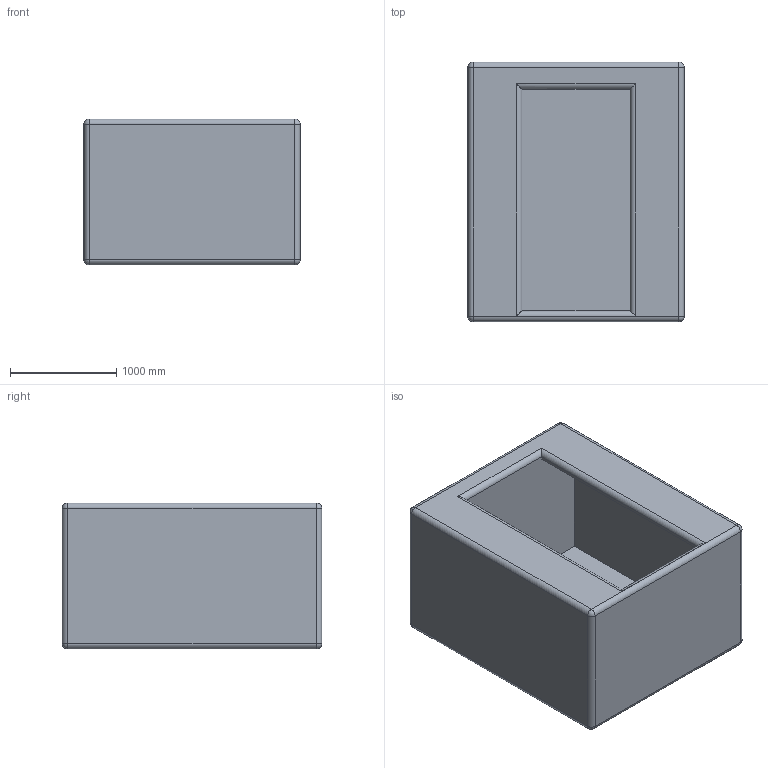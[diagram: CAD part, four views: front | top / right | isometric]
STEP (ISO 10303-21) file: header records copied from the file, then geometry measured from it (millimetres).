
FILE_DESCRIPTION (( 'STEP AP203' ), '1' );
FILE_NAME ('ElevatorCabin_Default_sldprt.STEP', '2019-04-11T17:56:32', ( '' ), ( '' ), 'SwSTEP 2.0', 'SolidWorks 2017', '' );
FILE_SCHEMA (( 'CONFIG_CONTROL_DESIGN' ));
Length unit declared in the file: inch
Products named in the file (1): ElevatorCabin_Default_sldprt
Bounding box: 2032 x 2438.4 x 1371.6 mm (x, y, z)
Volume: 1846090052.6 mm3; surface area: 35268545.2 mm2
Topology: 1 solids, 1 shells, 39 faces, 88 edges, 44 vertices
Faces by surface type: cylinder 16, plane 15, sphere 8
Entity records: 1073 total; most frequent: DIRECTION 180, CARTESIAN_POINT 176, ORIENTED_EDGE 160, EDGE_CURVE 80, AXIS2_PLACEMENT_3D 64, LINE 52, VECTOR 52, VERTEX_POINT 44
